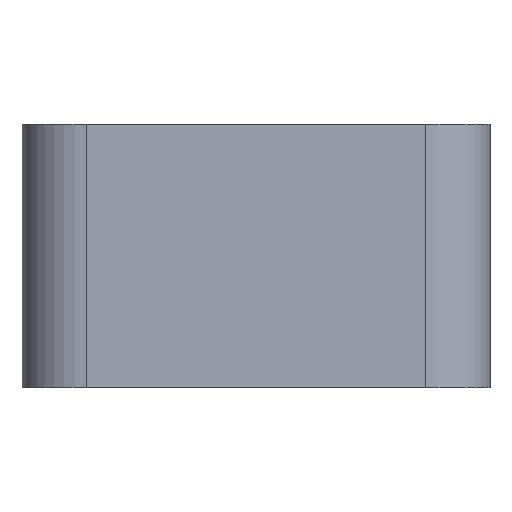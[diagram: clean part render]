
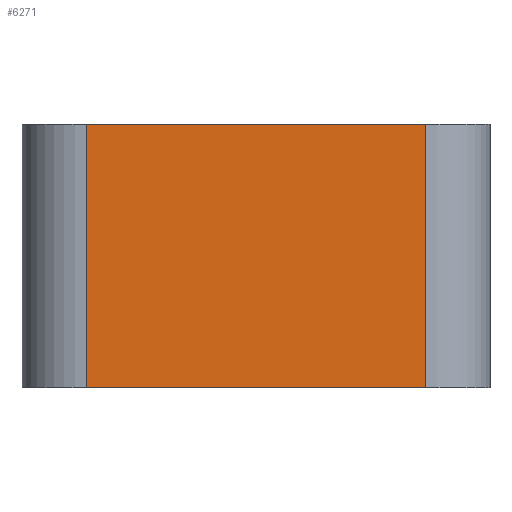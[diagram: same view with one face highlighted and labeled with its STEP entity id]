
A CAD part, left-side view. The second image highlights one B-rep face of the part: STEP entity #6271.
In plain terms, the highlighted planar face has unit normal (-1, 0, 0).
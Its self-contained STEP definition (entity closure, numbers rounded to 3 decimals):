
#167 = EDGE_CURVE ( 'NONE', #1179, #4051, #7064, .T. ) ;
#170 = LINE ( 'NONE', #4184, #7166 ) ;
#372 = ORIENTED_EDGE ( 'NONE', *, *, #4116, .F. ) ;
#450 = AXIS2_PLACEMENT_3D ( 'NONE', #8349, #2437, #4037 ) ;
#453 = FACE_OUTER_BOUND ( 'NONE', #4758, .T. ) ;
#856 = EDGE_CURVE ( 'NONE', #1958, #1179, #170, .T. ) ;
#1153 = CARTESIAN_POINT ( 'NONE',  ( -80., -58., -45. ) ) ;
#1179 = VERTEX_POINT ( 'NONE', #4502 ) ;
#1561 = LINE ( 'NONE', #2120, #7499 ) ;
#1879 = CARTESIAN_POINT ( 'NONE',  ( -80., -58., 45. ) ) ;
#1958 = VERTEX_POINT ( 'NONE', #2149 ) ;
#2120 = CARTESIAN_POINT ( 'NONE',  ( -80., -58., 45. ) ) ;
#2149 = CARTESIAN_POINT ( 'NONE',  ( -80., 58., 45. ) ) ;
#2437 = DIRECTION ( 'NONE',  ( 1., 0., 0. ) ) ;
#2658 = LINE ( 'NONE', #1879, #3296 ) ;
#3296 = VECTOR ( 'NONE', #4639, 1000. ) ;
#3511 = DIRECTION ( 'NONE',  ( 0., 0., -1. ) ) ;
#3736 = VECTOR ( 'NONE', #8274, 1000. ) ;
#4037 = DIRECTION ( 'NONE',  ( 0., 0., -1. ) ) ;
#4051 = VERTEX_POINT ( 'NONE', #7014 ) ;
#4116 = EDGE_CURVE ( 'NONE', #1958, #7715, #2658, .T. ) ;
#4184 = CARTESIAN_POINT ( 'NONE',  ( -80., 58., 45. ) ) ;
#4502 = CARTESIAN_POINT ( 'NONE',  ( -80., 58., -45. ) ) ;
#4579 = ORIENTED_EDGE ( 'NONE', *, *, #6886, .F. ) ;
#4639 = DIRECTION ( 'NONE',  ( 0., -1., 0. ) ) ;
#4758 = EDGE_LOOP ( 'NONE', ( #6038, #4579, #372, #7321 ) ) ;
#5345 = DIRECTION ( 'NONE',  ( 0., 0., -1. ) ) ;
#5708 = PLANE ( 'NONE',  #450 ) ;
#5970 = CARTESIAN_POINT ( 'NONE',  ( -80., -58., 45. ) ) ;
#6038 = ORIENTED_EDGE ( 'NONE', *, *, #167, .T. ) ;
#6271 = ADVANCED_FACE ( 'NONE', ( #453 ), #5708, .F. ) ;
#6886 = EDGE_CURVE ( 'NONE', #7715, #4051, #1561, .T. ) ;
#7014 = CARTESIAN_POINT ( 'NONE',  ( -80., -58., -45. ) ) ;
#7064 = LINE ( 'NONE', #1153, #3736 ) ;
#7166 = VECTOR ( 'NONE', #3511, 1000. ) ;
#7321 = ORIENTED_EDGE ( 'NONE', *, *, #856, .T. ) ;
#7499 = VECTOR ( 'NONE', #5345, 1000. ) ;
#7715 = VERTEX_POINT ( 'NONE', #5970 ) ;
#8274 = DIRECTION ( 'NONE',  ( 0., -1., 0. ) ) ;
#8349 = CARTESIAN_POINT ( 'NONE',  ( -80., -58., 45. ) ) ;
